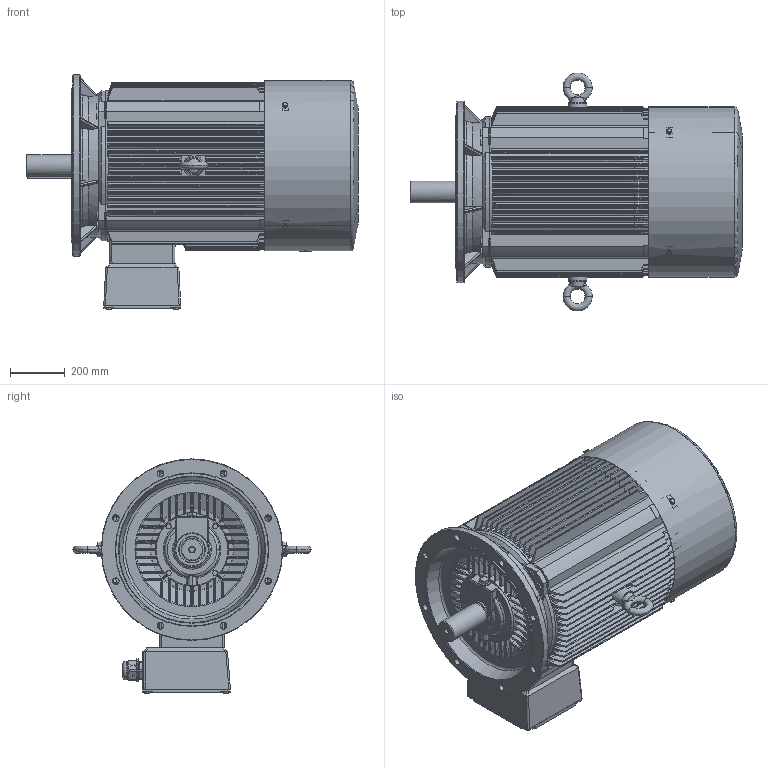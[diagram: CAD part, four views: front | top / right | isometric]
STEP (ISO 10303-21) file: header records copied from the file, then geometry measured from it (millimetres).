
FILE_DESCRIPTION(/* description */ (''),/* implementation_level */ '2;1');
FILE_NAME(/* name */ 'JM1-315S-4.6.8-B5.stp',/* time_stamp */ '2016-11-29T09:59:08+08:00',/* author */ (''),/* organization */ (''),/* preprocessor_version */ 'ST-DEVELOPER v16',/* originating_system */ 'SIEMENS PLM Software NX 10.0',/* authorisation */ '');
FILE_SCHEMA (('CONFIG_CONTROL_DESIGN'));
Products named in the file (1): JM2-315S-4.6.8-B5
Bounding box: 1208.03 x 866 x 852.29 mm (x, y, z)
Volume: 59013076 mm3; surface area: 10639760.2 mm2
Topology: 47 solids, 47 shells, 5582 faces, 15362 edges, 10002 vertices
Faces by surface type: plane 3313, cylinder 1112, cone 615, torus 307, bspline 221, sphere 14
Full cylindrical faces by diameter (mm): 2 x2, 10 x3, 12 x4, 19.5 x1, 20 x1, 24 x7, 30 x2, 43.312 x2, 51.188 x4, 61.031 x12, 63 x4, 64.969 x12, 67.922 x2, 80 x1, 83.672 x2, 94 x1, 95 x3, 108 x1, 110 x1, 120 x1, 200 x1, 265 x2, 510.694 x1, 528 x2, 620 x1, 660.578 x1
Entity records: 194593 total; most frequent: CARTESIAN_POINT 56109, ORIENTED_EDGE 30232, DIRECTION 25396, EDGE_CURVE 15116, VERTEX_POINT 9901, LINE 9558, VECTOR 9558, AXIS2_PLACEMENT_3D 7919
